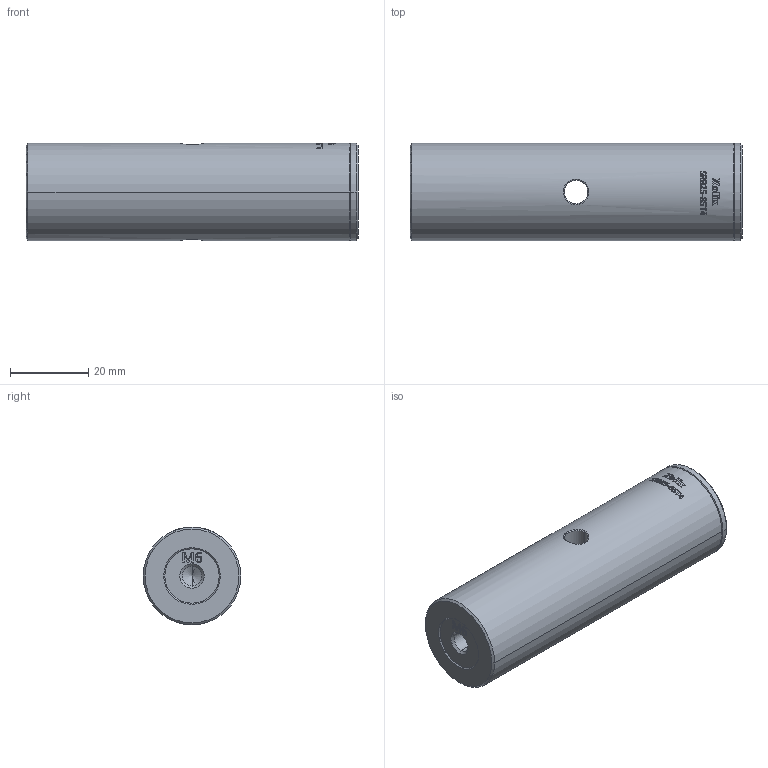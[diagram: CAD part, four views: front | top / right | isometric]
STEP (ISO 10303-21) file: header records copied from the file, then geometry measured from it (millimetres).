
FILE_DESCRIPTION (( 'STEP AP203' ), '1' );
FILE_NAME ('SRB25-85T4.STEP', '2025-07-09T08:38:01', ( '' ), ( '' ), 'SwSTEP 2.0', 'SolidWorks 2020', '' );
FILE_SCHEMA (( 'CONFIG_CONTROL_DESIGN' ));
Length unit declared in the file: millimetre
Products named in the file (1): SRB25-85T4
Bounding box: 85 x 25 x 25 mm (x, y, z)
Volume: 40558.3 mm3; surface area: 8364.4 mm2
Topology: 1 solids, 1 shells, 160 faces, 660 edges, 532 vertices
Faces by surface type: plane 47, bspline 45, cylinder 40, cone 28
Entity records: 13559 total; most frequent: CARTESIAN_POINT 8577, ORIENTED_EDGE 1304, EDGE_CURVE 652, DIRECTION 622, VERTEX_POINT 532, B_SPLINE_CURVE_WITH_KNOTS 349, VECTOR 216, LINE 216
